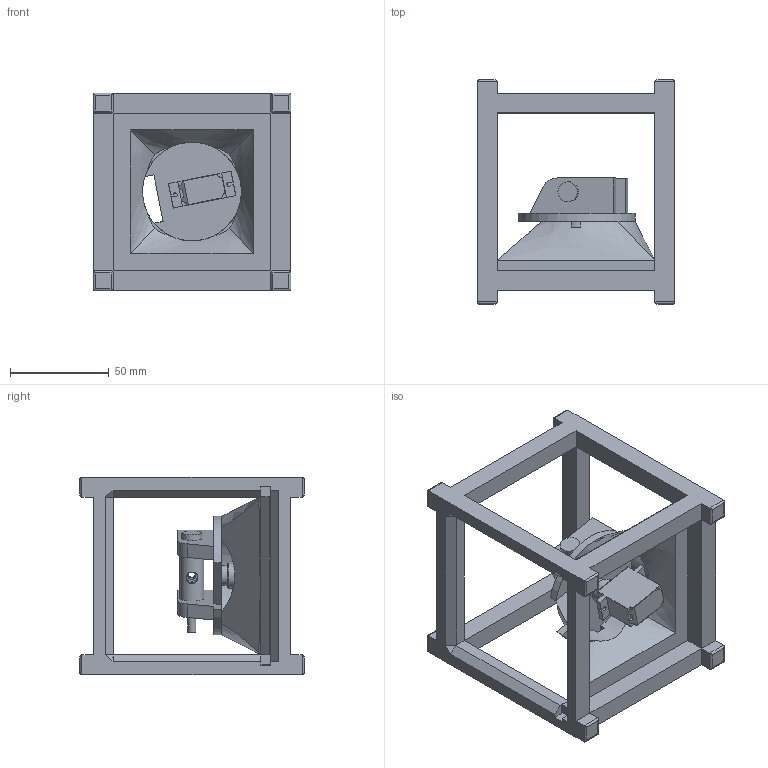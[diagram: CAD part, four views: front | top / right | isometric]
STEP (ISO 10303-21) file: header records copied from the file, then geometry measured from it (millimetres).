
FILE_DESCRIPTION(/* description */ (''),/* implementation_level */ '2;1');
FILE_NAME(/* name */ '',/* time_stamp */ '2023-02-17T10:00:29+03:00',/* author */ (''),/* organization */ (''),/* preprocessor_version */ 'ST-DEVELOPER v19.2',/* originating_system */ 'Autodesk Translation Framework v11.17.0.187',/* authorisation */ '');
FILE_SCHEMA (('AUTOMOTIVE_DESIGN { 1 0 10303 214 3 1 1 }'));
Length unit declared in the file: millimetre
Products named in the file (7): сборка; SG90_Model_A; держатель; поворотник; кубстрат; трубка; трубка 1
Assembly tree (6 placements, depth 2):
  сборка
    SG90_Model_A
    держатель
    поворотник
    кубстрат
    трубка
    трубка 1
Bounding box: 100 x 113.5 x 100 mm (x, y, z)
Volume: 198227.2 mm3; surface area: 77357 mm2
Topology: 7 solids, 7 shells, 546 faces, 1492 edges, 959 vertices
Faces by surface type: plane 347, cylinder 173, bspline 14, torus 8, sphere 4
Full cylindrical faces by diameter (mm): 1.8 x1, 2 x2, 4 x4, 4.6 x1, 6 x2, 8 x2, 10 x2, 12 x1, 50 x1
Entity records: 18248 total; most frequent: CARTESIAN_POINT 4048, ORIENTED_EDGE 2982, DIRECTION 2852, EDGE_CURVE 1491, LINE 1094, VECTOR 1094, VERTEX_POINT 959, AXIS2_PLACEMENT_3D 879
